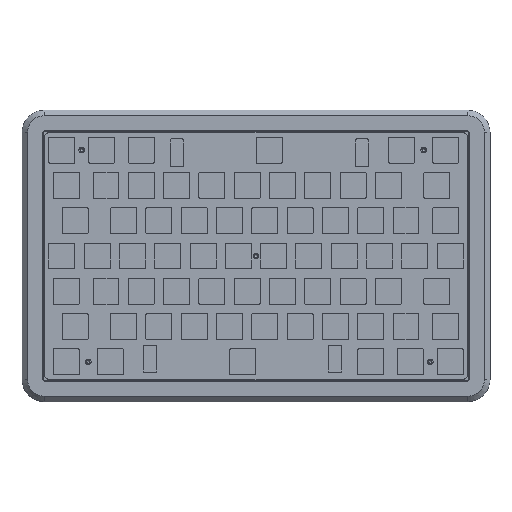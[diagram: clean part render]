
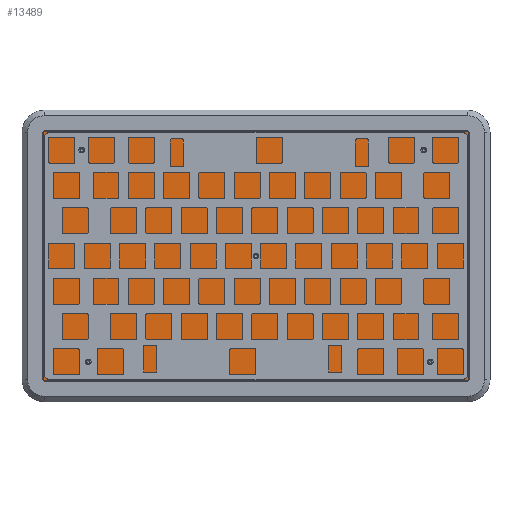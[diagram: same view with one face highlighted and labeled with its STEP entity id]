
A CAD part, top view. The second image highlights one B-rep face of the part: STEP entity #13489.
In plain terms, the highlighted planar face has unit normal (0, 0, 1).
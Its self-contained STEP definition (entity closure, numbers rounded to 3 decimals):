
#376=FACE_BOUND('',#2408,.T.);
#377=FACE_BOUND('',#2409,.T.);
#378=FACE_BOUND('',#2410,.T.);
#379=FACE_BOUND('',#2411,.T.);
#380=FACE_BOUND('',#2412,.T.);
#571=CIRCLE('',#14207,1.);
#572=CIRCLE('',#14210,1.);
#587=CIRCLE('',#14238,3.);
#589=CIRCLE('',#14242,3.);
#591=CIRCLE('',#14246,3.);
#593=CIRCLE('',#14250,2.5);
#595=CIRCLE('',#14254,3.);
#603=CIRCLE('',#14276,1.);
#604=CIRCLE('',#14277,1.);
#1267=PLANE('',#14275);
#1679=FACE_OUTER_BOUND('',#2407,.T.);
#2407=EDGE_LOOP('',(#9762,#9763,#9764,#9765,#9766,#9767,#9768,#9769));
#2408=EDGE_LOOP('',(#9770));
#2409=EDGE_LOOP('',(#9771));
#2410=EDGE_LOOP('',(#9772));
#2411=EDGE_LOOP('',(#9773));
#2412=EDGE_LOOP('',(#9774));
#3295=LINE('',#20225,#4649);
#3298=LINE('',#20233,#4652);
#3337=LINE('',#20385,#4691);
#3338=LINE('',#20388,#4692);
#4649=VECTOR('',#15798,10.);
#4652=VECTOR('',#15807,10.);
#4691=VECTOR('',#15976,10.);
#4692=VECTOR('',#15979,10.);
#6009=VERTEX_POINT('',#20217);
#6010=VERTEX_POINT('',#20219);
#6011=VERTEX_POINT('',#20223);
#6012=VERTEX_POINT('',#20227);
#6013=VERTEX_POINT('',#20231);
#6037=VERTEX_POINT('',#20297);
#6039=VERTEX_POINT('',#20304);
#6041=VERTEX_POINT('',#20311);
#6043=VERTEX_POINT('',#20318);
#6045=VERTEX_POINT('',#20325);
#6060=VERTEX_POINT('',#20382);
#6061=VERTEX_POINT('',#20384);
#6062=VERTEX_POINT('',#20386);
#7422=EDGE_CURVE('',#6010,#6009,#571,.T.);
#7425=EDGE_CURVE('',#6011,#6009,#3295,.T.);
#7427=EDGE_CURVE('',#6011,#6012,#572,.T.);
#7429=EDGE_CURVE('',#6013,#6012,#3298,.T.);
#7458=EDGE_CURVE('',#6037,#6037,#587,.F.);
#7461=EDGE_CURVE('',#6039,#6039,#589,.F.);
#7464=EDGE_CURVE('',#6041,#6041,#591,.F.);
#7467=EDGE_CURVE('',#6043,#6043,#593,.F.);
#7470=EDGE_CURVE('',#6045,#6045,#595,.F.);
#7498=EDGE_CURVE('',#6013,#6060,#603,.T.);
#7499=EDGE_CURVE('',#6061,#6060,#3337,.T.);
#7500=EDGE_CURVE('',#6061,#6062,#604,.T.);
#7501=EDGE_CURVE('',#6010,#6062,#3338,.T.);
#9762=ORIENTED_EDGE('',*,*,#7427,.T.);
#9763=ORIENTED_EDGE('',*,*,#7429,.F.);
#9764=ORIENTED_EDGE('',*,*,#7498,.T.);
#9765=ORIENTED_EDGE('',*,*,#7499,.F.);
#9766=ORIENTED_EDGE('',*,*,#7500,.T.);
#9767=ORIENTED_EDGE('',*,*,#7501,.F.);
#9768=ORIENTED_EDGE('',*,*,#7422,.T.);
#9769=ORIENTED_EDGE('',*,*,#7425,.F.);
#9770=ORIENTED_EDGE('',*,*,#7458,.T.);
#9771=ORIENTED_EDGE('',*,*,#7461,.T.);
#9772=ORIENTED_EDGE('',*,*,#7464,.T.);
#9773=ORIENTED_EDGE('',*,*,#7467,.T.);
#9774=ORIENTED_EDGE('',*,*,#7470,.T.);
#13489=ADVANCED_FACE('',(#1679,#376,#377,#378,#379,#380),#1267,.F.);
#14207=AXIS2_PLACEMENT_3D('',#20220,#15792,#15793);
#14210=AXIS2_PLACEMENT_3D('',#20229,#15802,#15803);
#14238=AXIS2_PLACEMENT_3D('',#20298,#15874,#15875);
#14242=AXIS2_PLACEMENT_3D('',#20305,#15883,#15884);
#14246=AXIS2_PLACEMENT_3D('',#20312,#15892,#15893);
#14250=AXIS2_PLACEMENT_3D('',#20319,#15901,#15902);
#14254=AXIS2_PLACEMENT_3D('',#20326,#15910,#15911);
#14275=AXIS2_PLACEMENT_3D('',#20381,#15972,#15973);
#14276=AXIS2_PLACEMENT_3D('',#20383,#15974,#15975);
#14277=AXIS2_PLACEMENT_3D('',#20387,#15977,#15978);
#15792=DIRECTION('center_axis',(0.,0.,1.));
#15793=DIRECTION('ref_axis',(0.707,-0.707,0.));
#15798=DIRECTION('',(0.,-1.,0.));
#15802=DIRECTION('center_axis',(0.,0.,1.));
#15803=DIRECTION('ref_axis',(0.707,0.707,0.));
#15807=DIRECTION('',(1.,0.,0.));
#15874=DIRECTION('center_axis',(0.,0.,1.));
#15875=DIRECTION('ref_axis',(-1.,0.,0.));
#15883=DIRECTION('center_axis',(0.,0.,1.));
#15884=DIRECTION('ref_axis',(-1.,0.,0.));
#15892=DIRECTION('center_axis',(0.,0.,1.));
#15893=DIRECTION('ref_axis',(-1.,0.,0.));
#15901=DIRECTION('center_axis',(0.,0.,1.));
#15902=DIRECTION('ref_axis',(-1.,0.,0.));
#15910=DIRECTION('center_axis',(0.,0.,1.));
#15911=DIRECTION('ref_axis',(-1.,0.,0.));
#15972=DIRECTION('center_axis',(0.,0.,-1.));
#15973=DIRECTION('ref_axis',(-1.,0.,0.));
#15974=DIRECTION('center_axis',(0.,0.,1.));
#15975=DIRECTION('ref_axis',(-0.707,0.707,0.));
#15976=DIRECTION('',(0.,1.,0.));
#15977=DIRECTION('center_axis',(0.,0.,1.));
#15978=DIRECTION('ref_axis',(-0.707,-0.707,0.));
#15979=DIRECTION('',(-1.,0.,0.));
#20217=CARTESIAN_POINT('',(229.125,-132.875,-5.));
#20219=CARTESIAN_POINT('',(228.125,-133.875,-5.));
#20220=CARTESIAN_POINT('Origin',(228.125,-132.875,-5.));
#20223=CARTESIAN_POINT('',(229.125,-0.475,-5.));
#20225=CARTESIAN_POINT('',(229.125,-133.875,-5.));
#20227=CARTESIAN_POINT('',(228.125,0.525,-5.));
#20229=CARTESIAN_POINT('Origin',(228.125,-0.475,-5.));
#20231=CARTESIAN_POINT('',(0.475,0.525,-5.));
#20233=CARTESIAN_POINT('',(229.125,0.525,-5.));
#20297=CARTESIAN_POINT('',(23.241,-9.525,-5.));
#20298=CARTESIAN_POINT('Origin',(20.241,-9.525,-5.));
#20304=CARTESIAN_POINT('',(207.788,-9.525,-5.));
#20305=CARTESIAN_POINT('Origin',(204.788,-9.525,-5.));
#20311=CARTESIAN_POINT('',(26.813,-123.825,-5.));
#20312=CARTESIAN_POINT('Origin',(23.813,-123.825,-5.));
#20318=CARTESIAN_POINT('',(116.8,-66.675,-5.));
#20319=CARTESIAN_POINT('Origin',(114.3,-66.675,-5.));
#20325=CARTESIAN_POINT('',(211.359,-123.825,-5.));
#20326=CARTESIAN_POINT('Origin',(208.359,-123.825,-5.));
#20381=CARTESIAN_POINT('Origin',(114.3,-66.675,-5.));
#20382=CARTESIAN_POINT('',(-0.525,-0.475,-5.));
#20383=CARTESIAN_POINT('Origin',(0.475,-0.475,-5.));
#20384=CARTESIAN_POINT('',(-0.525,-132.875,-5.));
#20385=CARTESIAN_POINT('',(-0.525,0.525,-5.));
#20386=CARTESIAN_POINT('',(0.475,-133.875,-5.));
#20387=CARTESIAN_POINT('Origin',(0.475,-132.875,-5.));
#20388=CARTESIAN_POINT('',(-0.525,-133.875,-5.));
